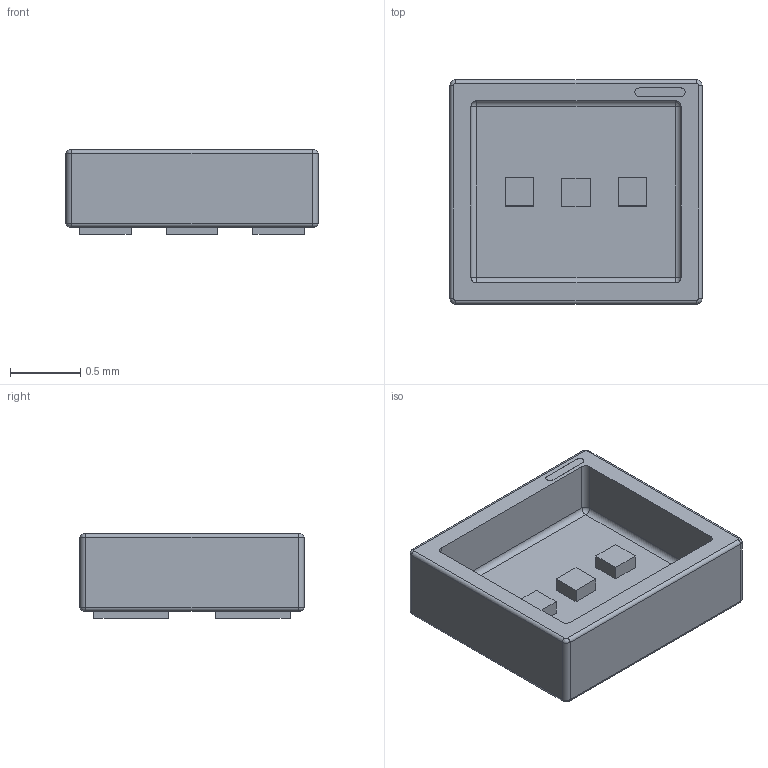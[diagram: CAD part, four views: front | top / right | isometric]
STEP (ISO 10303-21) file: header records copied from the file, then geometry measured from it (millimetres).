
FILE_DESCRIPTION(/* description */ (''),/* implementation_level */ '2;1');
FILE_NAME(/* name */ 'Rohm - LED 1816_0706 0.6MM Body.step',/* time_stamp */ '2020-05-21T13:31:45+01:00',/* author */ (''),/* organization */ (''),/* preprocessor_version */ 'ST-DEVELOPER v18.1',/* originating_system */ 'Autodesk Translation Framework v9.2.0.1227',/* authorisation */ '');
FILE_SCHEMA (('AUTOMOTIVE_DESIGN { 1 0 10303 214 3 1 1 }'));
Length unit declared in the file: millimetre
Products named in the file (1): Rohm - LED 1816_0706 0.6MM
Bounding box: 1.8 x 1.6 x 0.6 mm (x, y, z)
Volume: 0.9 mm3; surface area: 12.2 mm2
Topology: 1 solids, 1 shells, 93 faces, 212 edges, 132 vertices
Faces by surface type: plane 59, cylinder 22, bspline 8, sphere 4
Entity records: 2720 total; most frequent: CARTESIAN_POINT 502, DIRECTION 436, ORIENTED_EDGE 424, EDGE_CURVE 212, LINE 160, VECTOR 160, AXIS2_PLACEMENT_3D 138, VERTEX_POINT 132
